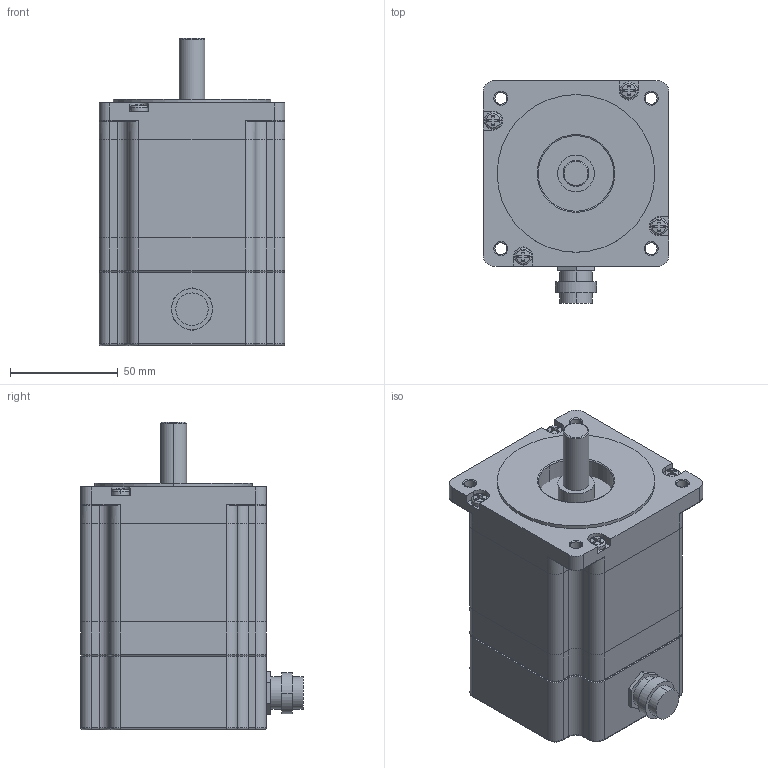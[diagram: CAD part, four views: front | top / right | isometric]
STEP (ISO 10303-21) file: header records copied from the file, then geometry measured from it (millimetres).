
FILE_DESCRIPTION((''),'2;1');
FILE_NAME('MT34H331058M3LC_ASM','2017-04-18T',('Matteo Maccalli'),(''),'PRO/ENGINEER BY PARAMETRIC TECHNOLOGY CORPORATION, 2006320','PRO/ENGINEER BY PARAMETRIC TECHNOLOGY CORPORATION, 2006320','');
FILE_SCHEMA(('AUTOMOTIVE_DESIGN_CC2 { 1 2 10303 214 -1 1 5 2 }'));
Length unit declared in the file: millimetre
Products named in the file (8): FRONT_FLANGE_34HE_FIXFL8E5; STATOR_STACK_34H331_H45E5; REAR_FLANGE_MT34HE_SOLO_TERRA; ALB_ANT_D12_L30; CUSCINETTO_40X12; TCC_M4X10; CULATTA_CONNETTORE_PARTICOLARE; MT34H331058M3LC_ASM
Assembly tree (14 placements, depth 2):
  MT34H331058M3LC_ASM
    FRONT_FLANGE_34HE_FIXFL8E5
    STATOR_STACK_34H331_H45E5
    REAR_FLANGE_MT34HE_SOLO_TERRA
    ALB_ANT_D12_L30
    CUSCINETTO_40X12
    TCC_M4X10  x8
    CULATTA_CONNETTORE_PARTICOLARE
Bounding box: 86 x 103 x 142.5 mm (x, y, z)
Volume: 527501 mm3; surface area: 137910.5 mm2
Topology: 14 solids, 15 shells, 783 faces, 2066 edges, 1332 vertices
Faces by surface type: plane 343, cylinder 330, torus 74, cone 20, sphere 16
Entity records: 24224 total; most frequent: DIRECTION 3530, CARTESIAN_POINT 3364, ORIENTED_EDGE 3232, PRESENTATION_STYLE_ASSIGNMENT 1626, STYLED_ITEM 1626, CURVE_STYLE 1618, EDGE_CURVE 1618, AXIS2_PLACEMENT_3D 1302
